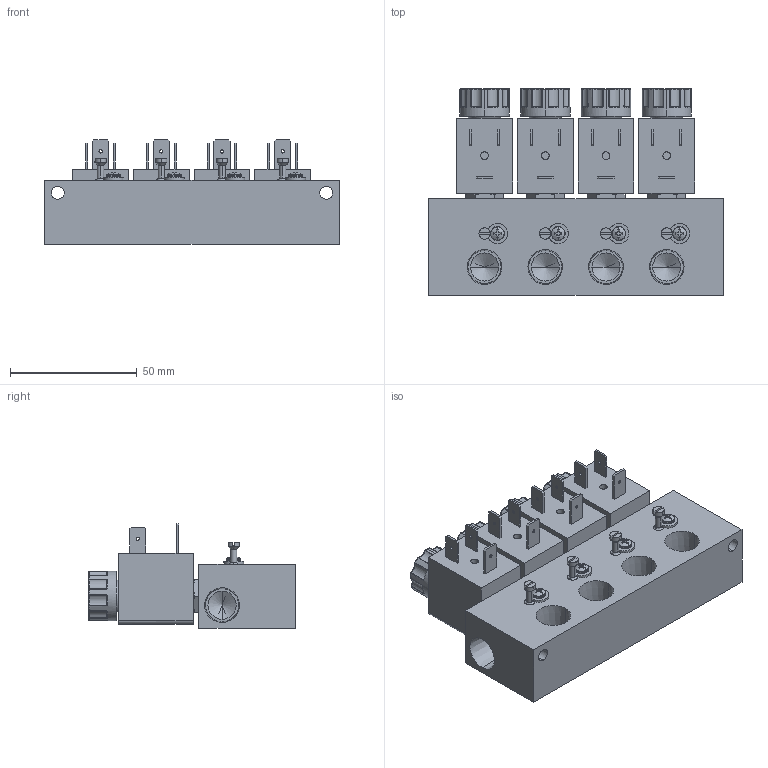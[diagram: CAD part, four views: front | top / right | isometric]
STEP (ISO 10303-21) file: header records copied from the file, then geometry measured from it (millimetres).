
FILE_DESCRIPTION (( 'STEP AP203' ), '1' );
FILE_NAME ('SC941YN16VDBA5F.step', '2023-12-20T16:56:01', ( '' ), ( '' ), 'SwSTEP 2.0', 'SolidWorks 2023', '' );
FILE_SCHEMA (( 'CONFIG_CONTROL_DESIGN' ));
Length unit declared in the file: inch
Products named in the file (1): SC941YN16VDBA5F
Bounding box: 116.28 x 81.67 x 41.33 mm (x, y, z)
Volume: 188258.4 mm3; surface area: 44004.6 mm2
Topology: 1 solids, 1 shells, 1098 faces, 2782 edges, 1638 vertices
Faces by surface type: bspline 484, plane 284, cylinder 260, cone 70
Entity records: 41786 total; most frequent: CARTESIAN_POINT 19754, ORIENTED_EDGE 5364, DIRECTION 3519, EDGE_CURVE 2682, VERTEX_POINT 1638, AXIS2_PLACEMENT_3D 1351, EDGE_LOOP 1178, FACE_OUTER_BOUND 1098
